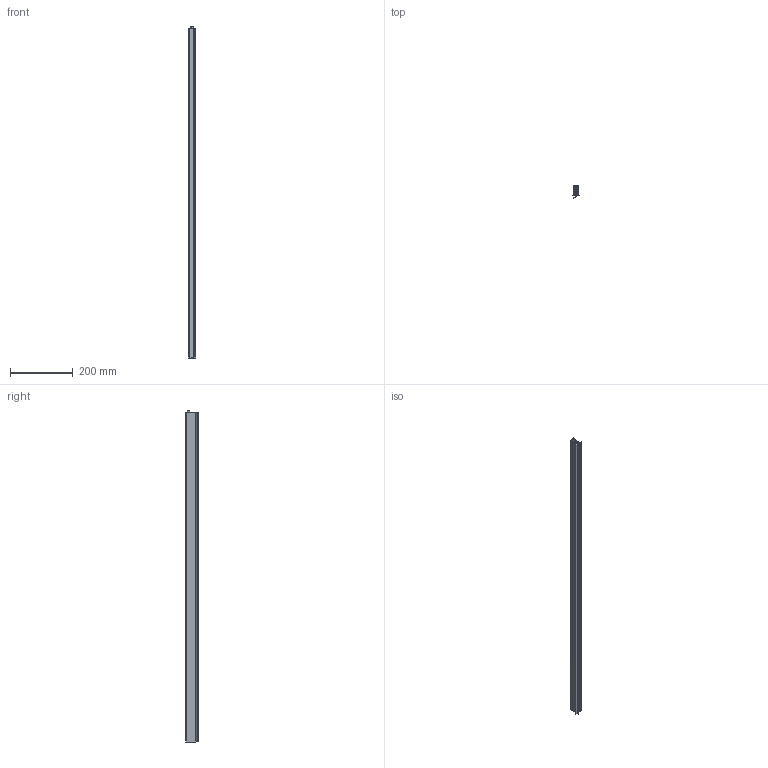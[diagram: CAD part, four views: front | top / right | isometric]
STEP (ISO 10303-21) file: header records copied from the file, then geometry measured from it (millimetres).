
FILE_DESCRIPTION (( 'STEP AP203' ), '1' );
FILE_NAME ('RF1050Rechts.STEP', '2025-02-10T14:22:26', ( '' ), ( '' ), 'SwSTEP 2.0', 'SolidWorks 2023', '' );
FILE_SCHEMA (( 'CONFIG_CONTROL_DESIGN' ));
Length unit declared in the file: millimetre
Products named in the file (4): RF1050Rechts; Innengeometrie_RF_1050; Betätigungsteil_RF; Aussengehäuse_RF_1050
Assembly tree (3 placements, depth 2):
  RF1050Rechts
    Aussengehäuse_RF_1050
    Innengeometrie_RF_1050
    Betätigungsteil_RF
Bounding box: 25 x 38.36 x 1058 mm (x, y, z)
Volume: 229352.1 mm3; surface area: 377027.4 mm2
Topology: 18 solids, 18 shells, 673 faces, 1903 edges, 1268 vertices
Faces by surface type: plane 324, bspline 302, cylinder 45, torus 2
Entity records: 36816 total; most frequent: CARTESIAN_POINT 20819, ORIENTED_EDGE 3806, DIRECTION 2149, EDGE_CURVE 1903, VERTEX_POINT 1268, LINE 1203, VECTOR 1203, EDGE_LOOP 755
